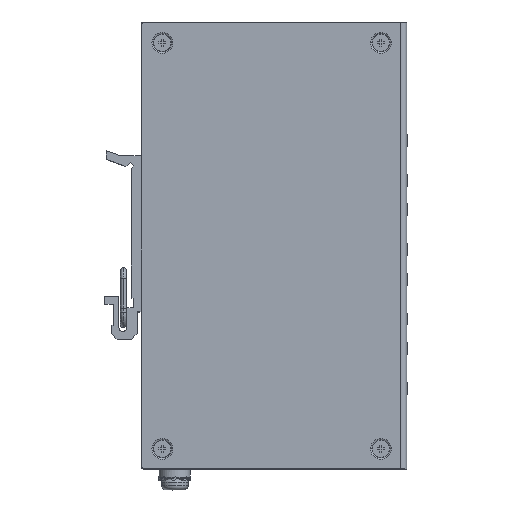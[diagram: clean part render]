
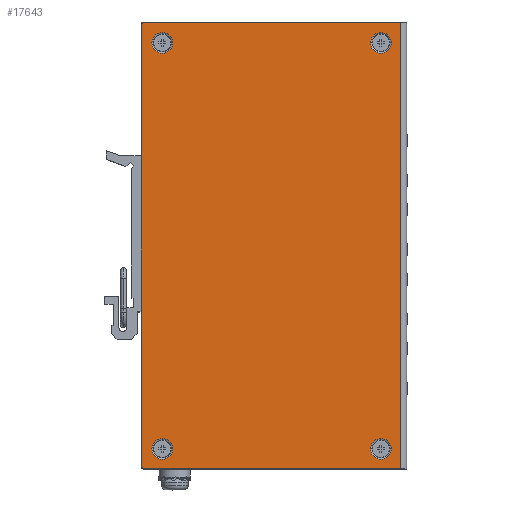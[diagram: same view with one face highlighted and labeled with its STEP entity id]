
A CAD part, top view. The second image highlights one B-rep face of the part: STEP entity #17643.
In plain terms, the highlighted face is planar.
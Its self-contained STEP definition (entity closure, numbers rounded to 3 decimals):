
#15966=DIRECTION('',(0.,1.,0.));
#15967=VECTOR('',#15966,114.5);
#15968=CARTESIAN_POINT('',(22.8,0.,-79.454));
#15969=LINE('',#15968,#15967);
#15974=CARTESIAN_POINT('',(22.8,1.,-13.954));
#15975=DIRECTION('',(-1.,0.,0.));
#15976=DIRECTION('',(0.,-1.,0.));
#15977=AXIS2_PLACEMENT_3D('',#15974,#15975,#15976);
#15979=DIRECTION('',(0.,1.,0.));
#15980=VECTOR('',#15979,112.5);
#15981=CARTESIAN_POINT('',(22.8,1.,-12.954));
#15982=LINE('',#15981,#15980);
#15983=CARTESIAN_POINT('',(22.8,113.5,-13.954));
#15984=DIRECTION('',(-1.,0.,0.));
#15985=DIRECTION('',(0.,0.,1.));
#15986=AXIS2_PLACEMENT_3D('',#15983,#15984,#15985);
#15988=DIRECTION('',(0.,0.,-1.));
#15989=VECTOR('',#15988,65.5);
#15990=CARTESIAN_POINT('',(22.8,114.5,-13.954));
#15991=LINE('',#15990,#15989);
#15992=DIRECTION('',(0.,0.,1.));
#15993=VECTOR('',#15992,65.5);
#15994=CARTESIAN_POINT('',(22.8,0.,-79.454));
#15995=LINE('',#15994,#15993);
#15996=CARTESIAN_POINT('',(22.8,5.15,-18.354));
#15997=DIRECTION('',(1.,0.,0.));
#15998=DIRECTION('',(0.,0.,-1.));
#15999=AXIS2_PLACEMENT_3D('',#15996,#15997,#15998);
#16001=CARTESIAN_POINT('',(22.8,5.15,-18.354));
#16002=DIRECTION('',(1.,0.,0.));
#16003=DIRECTION('',(0.,0.,1.));
#16004=AXIS2_PLACEMENT_3D('',#16001,#16002,#16003);
#16006=CARTESIAN_POINT('',(22.8,109.15,-18.354));
#16007=DIRECTION('',(1.,0.,0.));
#16008=DIRECTION('',(0.,0.,-1.));
#16009=AXIS2_PLACEMENT_3D('',#16006,#16007,#16008);
#16011=CARTESIAN_POINT('',(22.8,109.15,-18.354));
#16012=DIRECTION('',(1.,0.,0.));
#16013=DIRECTION('',(0.,0.,1.));
#16014=AXIS2_PLACEMENT_3D('',#16011,#16012,#16013);
#16016=CARTESIAN_POINT('',(22.8,5.15,-74.354));
#16017=DIRECTION('',(1.,0.,0.));
#16018=DIRECTION('',(0.,0.,1.));
#16019=AXIS2_PLACEMENT_3D('',#16016,#16017,#16018);
#16021=CARTESIAN_POINT('',(22.8,5.15,-74.354));
#16022=DIRECTION('',(1.,0.,0.));
#16023=DIRECTION('',(0.,0.,-1.));
#16024=AXIS2_PLACEMENT_3D('',#16021,#16022,#16023);
#16026=CARTESIAN_POINT('',(22.8,109.15,-74.354));
#16027=DIRECTION('',(1.,0.,0.));
#16028=DIRECTION('',(0.,0.,1.));
#16029=AXIS2_PLACEMENT_3D('',#16026,#16027,#16028);
#16031=CARTESIAN_POINT('',(22.8,109.15,-74.354));
#16032=DIRECTION('',(1.,0.,0.));
#16033=DIRECTION('',(0.,0.,-1.));
#16034=AXIS2_PLACEMENT_3D('',#16031,#16032,#16033);
#17094=CARTESIAN_POINT('',(22.8,0.,-79.454));
#17095=VERTEX_POINT('',#17094);
#17098=CARTESIAN_POINT('',(22.8,114.5,-79.454));
#17099=VERTEX_POINT('',#17098);
#17100=CARTESIAN_POINT('',(22.8,0.,-13.954));
#17101=CARTESIAN_POINT('',(22.8,1.,-12.954));
#17102=VERTEX_POINT('',#17100);
#17103=VERTEX_POINT('',#17101);
#17104=CARTESIAN_POINT('',(22.8,113.5,-12.954));
#17105=VERTEX_POINT('',#17104);
#17106=CARTESIAN_POINT('',(22.8,114.5,-13.954));
#17107=VERTEX_POINT('',#17106);
#17108=CARTESIAN_POINT('',(22.8,5.15,-21.004));
#17109=CARTESIAN_POINT('',(22.8,5.15,-15.704));
#17110=VERTEX_POINT('',#17108);
#17111=VERTEX_POINT('',#17109);
#17112=CARTESIAN_POINT('',(22.8,109.15,-21.004));
#17113=CARTESIAN_POINT('',(22.8,109.15,-15.704));
#17114=VERTEX_POINT('',#17112);
#17115=VERTEX_POINT('',#17113);
#17116=CARTESIAN_POINT('',(22.8,5.15,-71.704));
#17117=CARTESIAN_POINT('',(22.8,5.15,-77.004));
#17118=VERTEX_POINT('',#17116);
#17119=VERTEX_POINT('',#17117);
#17120=CARTESIAN_POINT('',(22.8,109.15,-71.704));
#17121=CARTESIAN_POINT('',(22.8,109.15,-77.004));
#17122=VERTEX_POINT('',#17120);
#17123=VERTEX_POINT('',#17121);
#17601=CARTESIAN_POINT('',(22.8,114.5,-80.954));
#17602=DIRECTION('',(1.,0.,0.));
#17603=DIRECTION('',(0.,1.,0.));
#17604=AXIS2_PLACEMENT_3D('',#17601,#17602,#17603);
#17605=PLANE('',#17604);
#17607=ORIENTED_EDGE('',*,*,#17606,.T.);
#17609=ORIENTED_EDGE('',*,*,#17608,.T.);
#17611=ORIENTED_EDGE('',*,*,#17610,.T.);
#17613=ORIENTED_EDGE('',*,*,#17612,.T.);
#17614=ORIENTED_EDGE('',*,*,#17591,.F.);
#17616=ORIENTED_EDGE('',*,*,#17615,.T.);
#17617=EDGE_LOOP('',(#17607,#17609,#17611,#17613,#17614,#17616));
#17618=FACE_OUTER_BOUND('',#17617,.F.);
#17620=ORIENTED_EDGE('',*,*,#17619,.T.);
#17622=ORIENTED_EDGE('',*,*,#17621,.T.);
#17623=EDGE_LOOP('',(#17620,#17622));
#17624=FACE_BOUND('',#17623,.F.);
#17626=ORIENTED_EDGE('',*,*,#17625,.T.);
#17628=ORIENTED_EDGE('',*,*,#17627,.T.);
#17629=EDGE_LOOP('',(#17626,#17628));
#17630=FACE_BOUND('',#17629,.F.);
#17632=ORIENTED_EDGE('',*,*,#17631,.T.);
#17634=ORIENTED_EDGE('',*,*,#17633,.T.);
#17635=EDGE_LOOP('',(#17632,#17634));
#17636=FACE_BOUND('',#17635,.F.);
#17638=ORIENTED_EDGE('',*,*,#17637,.T.);
#17640=ORIENTED_EDGE('',*,*,#17639,.T.);
#17641=EDGE_LOOP('',(#17638,#17640));
#17642=FACE_BOUND('',#17641,.F.);
#15978=CIRCLE('',#15977,1.);
#15987=CIRCLE('',#15986,1.);
#16000=CIRCLE('',#15999,2.65);
#16005=CIRCLE('',#16004,2.65);
#16010=CIRCLE('',#16009,2.65);
#16015=CIRCLE('',#16014,2.65);
#16020=CIRCLE('',#16019,2.65);
#16025=CIRCLE('',#16024,2.65);
#16030=CIRCLE('',#16029,2.65);
#16035=CIRCLE('',#16034,2.65);
#17591=EDGE_CURVE('',#17095,#17099,#15969,.T.);
#17606=EDGE_CURVE('',#17102,#17103,#15978,.T.);
#17608=EDGE_CURVE('',#17103,#17105,#15982,.T.);
#17610=EDGE_CURVE('',#17105,#17107,#15987,.T.);
#17612=EDGE_CURVE('',#17107,#17099,#15991,.T.);
#17615=EDGE_CURVE('',#17095,#17102,#15995,.T.);
#17619=EDGE_CURVE('',#17110,#17111,#16000,.T.);
#17621=EDGE_CURVE('',#17111,#17110,#16005,.T.);
#17625=EDGE_CURVE('',#17114,#17115,#16010,.T.);
#17627=EDGE_CURVE('',#17115,#17114,#16015,.T.);
#17631=EDGE_CURVE('',#17118,#17119,#16020,.T.);
#17633=EDGE_CURVE('',#17119,#17118,#16025,.T.);
#17637=EDGE_CURVE('',#17122,#17123,#16030,.T.);
#17639=EDGE_CURVE('',#17123,#17122,#16035,.T.);
#17643=ADVANCED_FACE('',(#17618,#17624,#17630,#17636,#17642),#17605,.T.);
